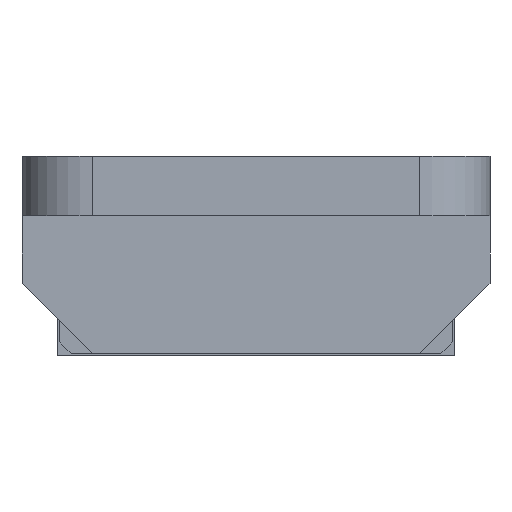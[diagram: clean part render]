
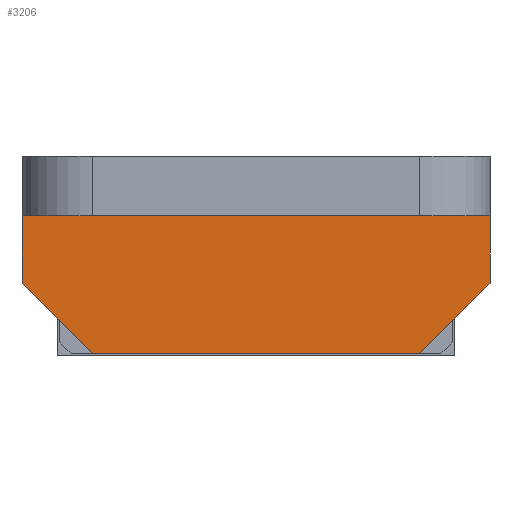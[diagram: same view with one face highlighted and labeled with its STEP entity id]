
A CAD part, front view. The second image highlights one B-rep face of the part: STEP entity #3206.
In plain terms, the highlighted planar face has unit normal (0, -1, 0).
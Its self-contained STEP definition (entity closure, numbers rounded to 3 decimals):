
#239=PLANE('',#3473);
#401=FACE_OUTER_BOUND('',#608,.T.);
#608=EDGE_LOOP('',(#2895,#2896,#2897,#2898,#2899,#2900));
#940=LINE('',#5086,#1310);
#957=LINE('',#5122,#1327);
#976=LINE('',#5161,#1346);
#979=LINE('',#5167,#1349);
#980=LINE('',#5168,#1350);
#981=LINE('',#5169,#1351);
#1310=VECTOR('',#4196,10.);
#1327=VECTOR('',#4219,10.);
#1346=VECTOR('',#4250,10.);
#1349=VECTOR('',#4255,10.);
#1350=VECTOR('',#4256,10.);
#1351=VECTOR('',#4257,10.);
#1676=VERTEX_POINT('',#5083);
#1677=VERTEX_POINT('',#5085);
#1692=VERTEX_POINT('',#5119);
#1693=VERTEX_POINT('',#5121);
#1707=VERTEX_POINT('',#5160);
#1709=VERTEX_POINT('',#5166);
#2077=EDGE_CURVE('',#1676,#1677,#940,.T.);
#2095=EDGE_CURVE('',#1693,#1692,#957,.T.);
#2115=EDGE_CURVE('',#1707,#1692,#976,.T.);
#2118=EDGE_CURVE('',#1709,#1707,#979,.T.);
#2119=EDGE_CURVE('',#1677,#1709,#980,.T.);
#2120=EDGE_CURVE('',#1693,#1676,#981,.T.);
#2895=ORIENTED_EDGE('',*,*,#2115,.F.);
#2896=ORIENTED_EDGE('',*,*,#2118,.F.);
#2897=ORIENTED_EDGE('',*,*,#2119,.F.);
#2898=ORIENTED_EDGE('',*,*,#2077,.F.);
#2899=ORIENTED_EDGE('',*,*,#2120,.F.);
#2900=ORIENTED_EDGE('',*,*,#2095,.T.);
#3206=ADVANCED_FACE('',(#401),#239,.T.);
#3473=AXIS2_PLACEMENT_3D('',#5165,#4253,#4254);
#4196=DIRECTION('',(0.,0.,-1.));
#4219=DIRECTION('',(0.,0.,-1.));
#4250=DIRECTION('',(-0.707,0.,0.707));
#4253=DIRECTION('center_axis',(0.,-1.,0.));
#4254=DIRECTION('ref_axis',(-1.,0.,0.));
#4255=DIRECTION('',(-1.,0.,0.));
#4256=DIRECTION('',(-0.707,0.,-0.707));
#4257=DIRECTION('',(1.,0.,0.));
#5083=CARTESIAN_POINT('',(13.5,-3.086,5.));
#5085=CARTESIAN_POINT('',(13.5,-3.086,2.1));
#5086=CARTESIAN_POINT('',(13.5,-3.086,5.));
#5119=CARTESIAN_POINT('',(-6.5,-3.086,2.1));
#5121=CARTESIAN_POINT('',(-6.5,-3.086,5.));
#5122=CARTESIAN_POINT('',(-6.5,-3.086,5.));
#5160=CARTESIAN_POINT('',(-3.5,-3.086,-0.9));
#5161=CARTESIAN_POINT('',(-1.475,-3.086,-2.925));
#5165=CARTESIAN_POINT('Origin',(13.5,-3.086,5.));
#5166=CARTESIAN_POINT('',(10.5,-3.086,-0.9));
#5167=CARTESIAN_POINT('',(-6.5,-3.086,-0.9));
#5168=CARTESIAN_POINT('',(13.475,-3.086,2.075));
#5169=CARTESIAN_POINT('',(8.5,-3.086,5.));
